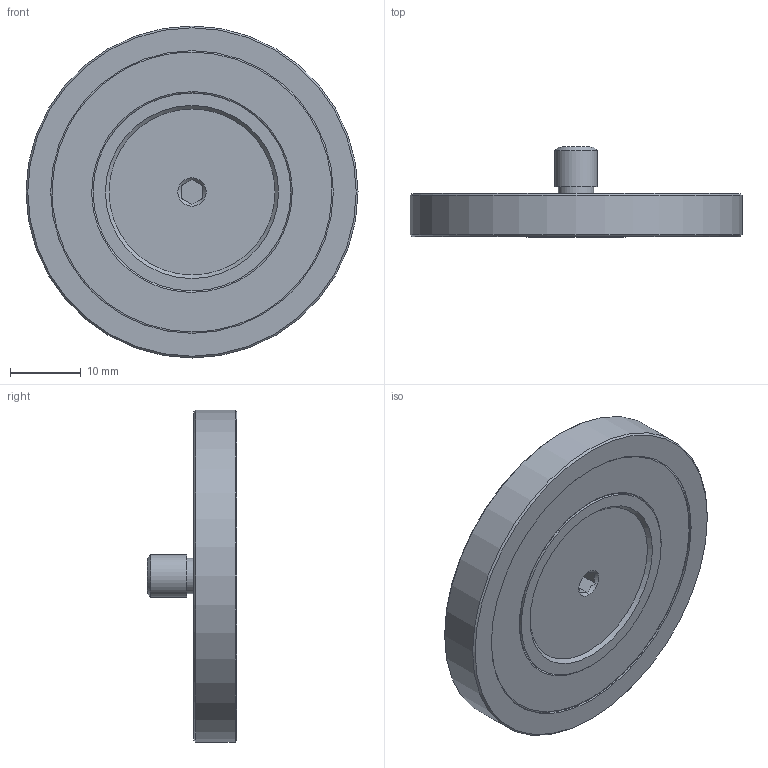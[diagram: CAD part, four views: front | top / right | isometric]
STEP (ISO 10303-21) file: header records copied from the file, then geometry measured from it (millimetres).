
FILE_DESCRIPTION (( 'STEP AP203' ), '1' );
FILE_NAME ('523752.STEP', '2024-05-14T04:00:05', ( 'Windows User' ), ( 'P R C' ), 'SwSTEP 2.0', 'SolidWorks 2020', '' );
FILE_SCHEMA (( 'CONFIG_CONTROL_DESIGN' ));
Length unit declared in the file: millimetre
Products named in the file (1): 523752
Bounding box: 47 x 12.7 x 47 mm (x, y, z)
Volume: 10365.9 mm3; surface area: 6989.5 mm2
Topology: 2 solids, 2 shells, 32 faces, 66 edges, 44 vertices
Faces by surface type: plane 16, cylinder 7, cone 5, bspline 4
Full cylindrical faces by diameter (mm): 5 x1, 6 x1, 28 x2, 40 x2, 47 x1
Entity records: 1339 total; most frequent: CARTESIAN_POINT 693, DIRECTION 110, ORIENTED_EDGE 92, EDGE_LOOP 56, AXIS2_PLACEMENT_3D 49, EDGE_CURVE 46, FACE_OUTER_BOUND 43, VERTEX_POINT 40
